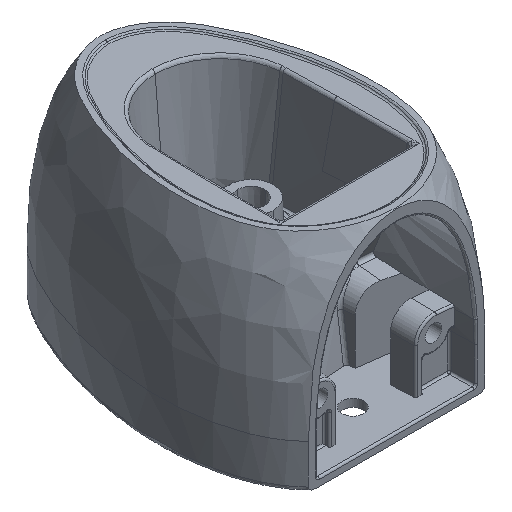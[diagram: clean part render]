
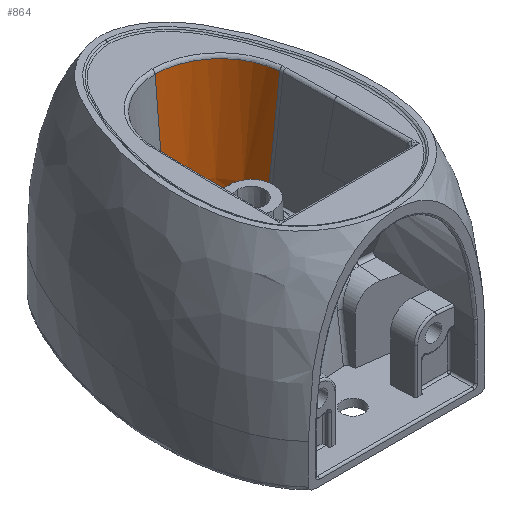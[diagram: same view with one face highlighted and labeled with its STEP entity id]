
A CAD part, isometric view. The second image highlights one B-rep face of the part: STEP entity #864.
In plain terms, the highlighted free-form (B-spline) face has degree [1, 3] with [5, 11] control points.
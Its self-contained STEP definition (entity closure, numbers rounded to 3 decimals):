
#410=LINE('',#12304,#547);
#547=VECTOR('',#4655,1.);
#864=ADVANCED_FACE('',(#1160),#1098,.T.);
#1098=B_SPLINE_SURFACE_WITH_KNOTS('',1,3,((#12623,#12624,#12625,#12626,
#12627,#12628,#12629,#12630,#12631,#12632,#12633),(#12634,#12635,#12636,
#12637,#12638,#12639,#12640,#12641,#12642,#12643,#12644),(#12645,#12646,
#12647,#12648,#12649,#12650,#12651,#12652,#12653,#12654,#12655),(#12656,
#12657,#12658,#12659,#12660,#12661,#12662,#12663,#12664,#12665,#12666),
(#12667,#12668,#12669,#12670,#12671,#12672,#12673,#12674,#12675,#12676,
#12677)),.UNSPECIFIED.,.F.,.F.,.F.,(2,1,1,1,2),(4,2,1,1,1,2,4),(0.,0.548,
0.577,0.956,1.),(0.,0.01,0.072,
0.135,0.197,0.26,1.),.UNSPECIFIED.);
#1160=FACE_OUTER_BOUND('',#1413,.T.);
#1413=EDGE_LOOP('',(#1927,#1928,#1929,#1930,#1931));
#1927=ORIENTED_EDGE('',*,*,#3539,.T.);
#1928=ORIENTED_EDGE('',*,*,#3540,.T.);
#1929=ORIENTED_EDGE('',*,*,#3526,.T.);
#1930=ORIENTED_EDGE('',*,*,#3541,.T.);
#1931=ORIENTED_EDGE('',*,*,#3542,.T.);
#3094=VERTEX_POINT('',#12305);
#3095=VERTEX_POINT('',#12306);
#3106=VERTEX_POINT('',#12574);
#3107=VERTEX_POINT('',#12575);
#3108=VERTEX_POINT('',#12616);
#3526=EDGE_CURVE('',#3094,#3095,#410,.T.);
#3539=EDGE_CURVE('',#3106,#3107,#4101,.T.);
#3540=EDGE_CURVE('',#3107,#3094,#4102,.T.);
#3541=EDGE_CURVE('',#3095,#3108,#4103,.T.);
#3542=EDGE_CURVE('',#3108,#3106,#4104,.T.);
#4101=B_SPLINE_CURVE_WITH_KNOTS('',1,(#12572,#12573),.UNSPECIFIED.,.F.,
 .F.,(2,2),(0.,1.),.UNSPECIFIED.);
#4102=B_SPLINE_CURVE_WITH_KNOTS('',3,(#12576,#12577,#12578,#12579,#12580,
#12581,#12582,#12583,#12584,#12585,#12586,#12587,#12588,#12589,#12590,#12591,
#12592,#12593,#12594,#12595,#12596,#12597),.UNSPECIFIED.,.F.,.F.,(4,2,2,
2,2,2,2,2,2,2,4),(0.,0.063,0.125,0.25,0.375,0.5,0.625,0.75,0.875,0.938,
1.),.UNSPECIFIED.);
#4103=B_SPLINE_CURVE_WITH_KNOTS('',3,(#12598,#12599,#12600,#12601,#12602,
#12603,#12604,#12605,#12606,#12607,#12608,#12609,#12610,#12611,#12612,#12613,
#12614,#12615),.UNSPECIFIED.,.F.,.F.,(4,2,2,2,2,2,2,2,4),(0.,0.125,0.25,
0.375,0.5,0.625,0.75,0.875,1.),.UNSPECIFIED.);
#4104=B_SPLINE_CURVE_WITH_KNOTS('',3,(#12617,#12618,#12619,#12620,#12621,
#12622),.UNSPECIFIED.,.F.,.F.,(4,2,4),(0.,0.476,1.),
 .UNSPECIFIED.);
#4655=DIRECTION('',(0.,-0.994,0.113));
#12304=CARTESIAN_POINT('',(73.571,133.104,63.141));
#12305=CARTESIAN_POINT('',(73.563,245.415,50.385));
#12306=CARTESIAN_POINT('',(73.574,77.642,69.441));
#12572=CARTESIAN_POINT('',(-8.731,230.436,-34.203));
#12573=CARTESIAN_POINT('',(-8.015,238.62,-34.203));
#12574=CARTESIAN_POINT('',(-8.731,230.436,-34.203));
#12575=CARTESIAN_POINT('',(-8.015,238.62,-34.203));
#12576=CARTESIAN_POINT('',(-8.015,238.62,-34.203));
#12577=CARTESIAN_POINT('',(-8.015,238.62,-31.526));
#12578=CARTESIAN_POINT('',(-7.872,238.675,-28.8));
#12579=CARTESIAN_POINT('',(-7.321,238.827,-23.467));
#12580=CARTESIAN_POINT('',(-6.912,238.93,-20.823));
#12581=CARTESIAN_POINT('',(-5.29,239.315,-12.96));
#12582=CARTESIAN_POINT('',(-3.658,239.678,-7.755));
#12583=CARTESIAN_POINT('',(0.553,240.553,2.081));
#12584=CARTESIAN_POINT('',(3.126,241.066,6.74));
#12585=CARTESIAN_POINT('',(9.156,242.208,15.576));
#12586=CARTESIAN_POINT('',(12.615,242.834,19.736));
#12587=CARTESIAN_POINT('',(20.153,244.003,27.289));
#12588=CARTESIAN_POINT('',(24.293,244.553,30.746));
#12589=CARTESIAN_POINT('',(33.109,245.448,36.896));
#12590=CARTESIAN_POINT('',(37.734,245.789,39.561));
#12591=CARTESIAN_POINT('',(47.406,246.194,44.101));
#12592=CARTESIAN_POINT('',(52.496,246.256,45.986));
#12593=CARTESIAN_POINT('',(60.297,246.113,48.142));
#12594=CARTESIAN_POINT('',(62.919,246.027,48.748));
#12595=CARTESIAN_POINT('',(68.208,245.778,49.736));
#12596=CARTESIAN_POINT('',(70.908,245.619,50.118));
#12597=CARTESIAN_POINT('',(73.563,245.415,50.385));
#12598=CARTESIAN_POINT('',(73.574,77.642,69.441));
#12599=CARTESIAN_POINT('',(67.126,77.642,68.855));
#12600=CARTESIAN_POINT('',(60.703,77.65,67.645));
#12601=CARTESIAN_POINT('',(48.285,77.659,64.14));
#12602=CARTESIAN_POINT('',(42.297,77.664,61.859));
#12603=CARTESIAN_POINT('',(30.761,77.675,56.237));
#12604=CARTESIAN_POINT('',(25.168,77.681,52.849));
#12605=CARTESIAN_POINT('',(14.849,77.696,45.184));
#12606=CARTESIAN_POINT('',(10.088,77.704,40.904));
#12607=CARTESIAN_POINT('',(1.357,77.721,31.462));
#12608=CARTESIAN_POINT('',(-2.619,77.729,26.274));
#12609=CARTESIAN_POINT('',(-9.448,77.744,15.421));
#12610=CARTESIAN_POINT('',(-12.348,77.751,9.709));
#12611=CARTESIAN_POINT('',(-17.078,77.763,-2.308));
#12612=CARTESIAN_POINT('',(-18.895,77.767,-8.559));
#12613=CARTESIAN_POINT('',(-21.388,77.77,-21.223));
#12614=CARTESIAN_POINT('',(-22.082,77.77,-27.707));
#12615=CARTESIAN_POINT('',(-22.082,77.77,-34.203));
#12616=CARTESIAN_POINT('',(-22.082,77.77,-34.203));
#12617=CARTESIAN_POINT('',(-22.082,77.77,-34.203));
#12618=CARTESIAN_POINT('',(-19.963,102.003,-34.203));
#12619=CARTESIAN_POINT('',(-17.843,126.236,-34.203));
#12620=CARTESIAN_POINT('',(-13.393,177.125,-34.203));
#12621=CARTESIAN_POINT('',(-11.062,203.78,-34.203));
#12622=CARTESIAN_POINT('',(-8.731,230.436,-34.203));
#12623=CARTESIAN_POINT('',(-26.28,29.765,-40.559));
#12624=CARTESIAN_POINT('',(-26.28,29.765,-38.44));
#12625=CARTESIAN_POINT('',(-26.28,29.765,-36.322));
#12626=CARTESIAN_POINT('',(-26.28,29.765,-20.538));
#12627=CARTESIAN_POINT('',(-20.223,30.066,9.106));
#12628=CARTESIAN_POINT('',(3.318,31.148,43.912));
#12629=CARTESIAN_POINT('',(35.329,32.097,66.441));
#12630=CARTESIAN_POINT('',(60.871,32.394,73.426));
#12631=CARTESIAN_POINT('',(223.91,34.094,88.039));
#12632=CARTESIAN_POINT('',(374.243,35.663,101.513));
#12633=CARTESIAN_POINT('',(524.576,37.231,114.987));
#12634=CARTESIAN_POINT('',(-8.643,231.445,-39.258));
#12635=CARTESIAN_POINT('',(-8.643,231.445,-37.573));
#12636=CARTESIAN_POINT('',(-8.643,231.445,-35.888));
#12637=CARTESIAN_POINT('',(-8.643,231.445,-23.335));
#12638=CARTESIAN_POINT('',(-4.204,231.666,-1.609));
#12639=CARTESIAN_POINT('',(14.387,232.52,25.876));
#12640=CARTESIAN_POINT('',(41.456,233.323,44.928));
#12641=CARTESIAN_POINT('',(62.74,233.57,50.748));
#12642=CARTESIAN_POINT('',(201.628,235.019,63.196));
#12643=CARTESIAN_POINT('',(329.692,236.354,74.674));
#12644=CARTESIAN_POINT('',(457.756,237.69,86.152));
#12645=CARTESIAN_POINT('',(-7.725,241.936,-39.19));
#12646=CARTESIAN_POINT('',(-7.725,241.936,-37.528));
#12647=CARTESIAN_POINT('',(-7.725,241.936,-35.865));
#12648=CARTESIAN_POINT('',(-7.725,241.936,-23.48));
#12649=CARTESIAN_POINT('',(-3.37,242.153,-2.167));
#12650=CARTESIAN_POINT('',(14.962,242.995,24.937));
#12651=CARTESIAN_POINT('',(41.775,243.791,43.808));
#12652=CARTESIAN_POINT('',(62.837,244.035,49.568));
#12653=CARTESIAN_POINT('',(200.469,245.471,61.904));
#12654=CARTESIAN_POINT('',(327.375,246.794,73.278));
#12655=CARTESIAN_POINT('',(454.28,248.118,84.652));
#12656=CARTESIAN_POINT('',(4.47,381.379,-38.29));
#12657=CARTESIAN_POINT('',(4.47,381.379,-36.928));
#12658=CARTESIAN_POINT('',(4.47,381.379,-35.565));
#12659=CARTESIAN_POINT('',(4.47,381.379,-25.414));
#12660=CARTESIAN_POINT('',(7.706,381.54,-9.576));
#12661=CARTESIAN_POINT('',(22.615,382.225,12.467));
#12662=CARTESIAN_POINT('',(46.012,382.919,28.934));
#12663=CARTESIAN_POINT('',(64.13,383.129,33.888));
#12664=CARTESIAN_POINT('',(185.063,384.391,44.727));
#12665=CARTESIAN_POINT('',(296.572,385.554,54.722));
#12666=CARTESIAN_POINT('',(408.081,386.717,64.716));
#12667=CARTESIAN_POINT('',(5.886,397.573,-38.186));
#12668=CARTESIAN_POINT('',(5.886,397.573,-36.858));
#12669=CARTESIAN_POINT('',(5.886,397.573,-35.531));
#12670=CARTESIAN_POINT('',(5.886,397.573,-25.639));
#12671=CARTESIAN_POINT('',(8.992,397.727,-10.436));
#12672=CARTESIAN_POINT('',(23.504,398.394,11.019));
#12673=CARTESIAN_POINT('',(46.504,399.076,27.206));
#12674=CARTESIAN_POINT('',(64.28,399.282,32.068));
#12675=CARTESIAN_POINT('',(183.274,400.524,42.733));
#12676=CARTESIAN_POINT('',(292.995,401.668,52.567));
#12677=CARTESIAN_POINT('',(402.716,402.813,62.401));
